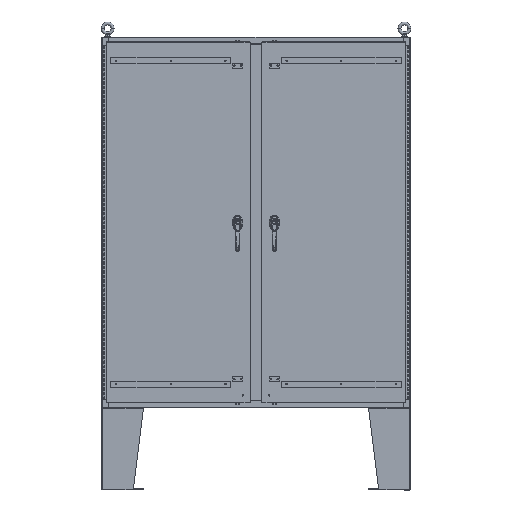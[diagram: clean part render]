
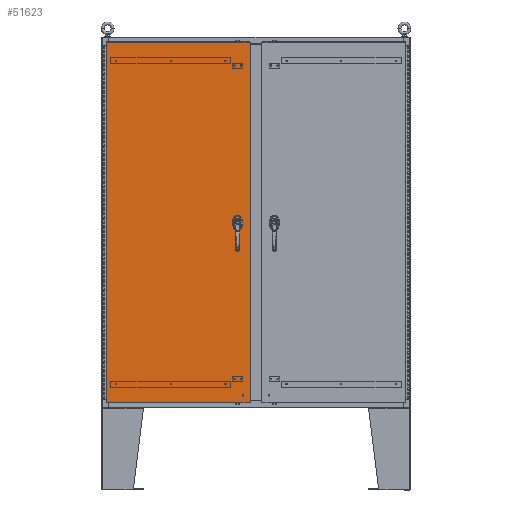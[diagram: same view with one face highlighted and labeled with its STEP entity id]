
A CAD part, top view. The second image highlights one B-rep face of the part: STEP entity #51623.
In plain terms, the highlighted planar face has unit normal (0, 0, 1).
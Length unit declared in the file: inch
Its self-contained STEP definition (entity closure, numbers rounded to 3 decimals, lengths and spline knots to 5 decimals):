
#202 = DIRECTION ( 'NONE',  ( 0., -1., 0. ) ) ;
#534 = CARTESIAN_POINT ( 'NONE',  ( 11.70573, -0.403, 0. ) ) ;
#1161 = CARTESIAN_POINT ( 'NONE',  ( 0., 0.403, 0. ) ) ;
#1953 = AXIS2_PLACEMENT_3D ( 'NONE', #115497, #41705, #127835 ) ;
#2088 = AXIS2_PLACEMENT_3D ( 'NONE', #68398, #154557, #80809 ) ;
#3350 = CARTESIAN_POINT ( 'NONE',  ( -13.9178, -35.0182, 0. ) ) ;
#3380 = CARTESIAN_POINT ( 'NONE',  ( 11.70573, 0.403, 0. ) ) ;
#3988 = DIRECTION ( 'NONE',  ( 0., 0., 1. ) ) ;
#4381 = EDGE_CURVE ( 'NONE', #62807, #51887, #30467, .T. ) ;
#4948 = EDGE_CURVE ( 'NONE', #141483, #150941, #111372, .T. ) ;
#6146 = VECTOR ( 'NONE', #75646, 39.37008 ) ;
#6899 = AXIS2_PLACEMENT_3D ( 'NONE', #129187, #55509, #141598 ) ;
#10727 = CARTESIAN_POINT ( 'NONE',  ( -13.9178, 35.0182, 0. ) ) ;
#12053 = PLANE ( 'NONE',  #22226 ) ;
#13550 = DIRECTION ( 'NONE',  ( -1., 0., 0. ) ) ;
#14010 = VERTEX_POINT ( 'NONE', #103620 ) ;
#16480 = CARTESIAN_POINT ( 'NONE',  ( 11.1025, 0.20023, 0. ) ) ;
#16776 = VECTOR ( 'NONE', #52111, 39.37008 ) ;
#17223 = DIRECTION ( 'NONE',  ( 0., 0., 1. ) ) ;
#19906 = VECTOR ( 'NONE', #38236, 39.37008 ) ;
#21154 = DIRECTION ( 'NONE',  ( -1., 0., 0. ) ) ;
#22226 = AXIS2_PLACEMENT_3D ( 'NONE', #122015, #98336, #24462 ) ;
#24462 = DIRECTION ( 'NONE',  ( -1., 0., 0. ) ) ;
#26462 = VERTEX_POINT ( 'NONE', #102736 ) ;
#26849 = CARTESIAN_POINT ( 'NONE',  ( 13.9178, -35.0182, 0. ) ) ;
#30036 = VERTEX_POINT ( 'NONE', #63942 ) ;
#30467 = CIRCLE ( 'NONE', #1953, 0.45 ) ;
#30897 = VECTOR ( 'NONE', #21154, 39.37008 ) ;
#31944 = VERTEX_POINT ( 'NONE', #16480 ) ;
#33234 = CIRCLE ( 'NONE', #125782, 0.1715 ) ;
#36061 = VECTOR ( 'NONE', #13550, 39.37008 ) ;
#38236 = DIRECTION ( 'NONE',  ( 0., -1., 0. ) ) ;
#41316 = FACE_BOUND ( 'NONE', #129289, .T. ) ;
#41705 = DIRECTION ( 'NONE',  ( 0., 0., 1. ) ) ;
#44578 = ORIENTED_EDGE ( 'NONE', *, *, #131611, .F. ) ;
#46416 = CARTESIAN_POINT ( 'NONE',  ( 11.9085, -0.20023, 0. ) ) ;
#47381 = CARTESIAN_POINT ( 'NONE',  ( 11.9085, 0.20023, 0. ) ) ;
#49125 = ORIENTED_EDGE ( 'NONE', *, *, #77496, .T. ) ;
#51623 = ADVANCED_FACE ( 'NONE', ( #106983, #135699, #41316 ), #12053, .F. ) ;
#51887 = VERTEX_POINT ( 'NONE', #3380 ) ;
#52111 = DIRECTION ( 'NONE',  ( 1., 0., 0. ) ) ;
#53707 = ORIENTED_EDGE ( 'NONE', *, *, #87820, .F. ) ;
#54717 = CARTESIAN_POINT ( 'NONE',  ( 13.9178, 35.0182, 0. ) ) ;
#55072 = DIRECTION ( 'NONE',  ( 0., 0., 1. ) ) ;
#55509 = DIRECTION ( 'NONE',  ( 0., 0., 1. ) ) ;
#56269 = VECTOR ( 'NONE', #137280, 39.37008 ) ;
#59818 = VECTOR ( 'NONE', #126221, 39.37008 ) ;
#62807 = VERTEX_POINT ( 'NONE', #47381 ) ;
#63623 = LINE ( 'NONE', #3350, #59818 ) ;
#63942 = CARTESIAN_POINT ( 'NONE',  ( 13.9178, -35.0182, 0. ) ) ;
#64427 = VERTEX_POINT ( 'NONE', #46416 ) ;
#64439 = CARTESIAN_POINT ( 'NONE',  ( 13.9178, 35.0182, 0. ) ) ;
#65114 = ORIENTED_EDGE ( 'NONE', *, *, #122653, .F. ) ;
#65440 = ORIENTED_EDGE ( 'NONE', *, *, #120344, .F. ) ;
#65949 = ORIENTED_EDGE ( 'NONE', *, *, #158738, .T. ) ;
#68398 = CARTESIAN_POINT ( 'NONE',  ( 11.5055, 0., 0. ) ) ;
#69082 = CIRCLE ( 'NONE', #2088, 0.45 ) ;
#70195 = VERTEX_POINT ( 'NONE', #138163 ) ;
#72953 = EDGE_CURVE ( 'NONE', #62807, #64427, #118294, .T. ) ;
#75646 = DIRECTION ( 'NONE',  ( 0., -1., 0. ) ) ;
#77496 = EDGE_CURVE ( 'NONE', #30036, #91337, #117885, .T. ) ;
#77869 = CARTESIAN_POINT ( 'NONE',  ( 11.5055, -1.338, 0. ) ) ;
#78305 = EDGE_LOOP ( 'NONE', ( #157277, #81637 ) ) ;
#80809 = DIRECTION ( 'NONE',  ( 1., 0., 0. ) ) ;
#81637 = ORIENTED_EDGE ( 'NONE', *, *, #97312, .F. ) ;
#81711 = ORIENTED_EDGE ( 'NONE', *, *, #72953, .T. ) ;
#81942 = EDGE_CURVE ( 'NONE', #31944, #146354, #100708, .T. ) ;
#82979 = LINE ( 'NONE', #147799, #108077 ) ;
#87820 = EDGE_CURVE ( 'NONE', #150941, #64427, #69082, .T. ) ;
#90237 = DIRECTION ( 'NONE',  ( 1., 0., 0. ) ) ;
#91085 = CARTESIAN_POINT ( 'NONE',  ( 11.5055, 0., 0. ) ) ;
#91337 = VERTEX_POINT ( 'NONE', #64439 ) ;
#92597 = LINE ( 'NONE', #54717, #30897 ) ;
#96413 = AXIS2_PLACEMENT_3D ( 'NONE', #128762, #55072, #141172 ) ;
#97312 = EDGE_CURVE ( 'NONE', #70195, #14010, #33234, .T. ) ;
#97747 = LINE ( 'NONE', #1161, #36061 ) ;
#98336 = DIRECTION ( 'NONE',  ( 0., 0., -1. ) ) ;
#99039 = EDGE_CURVE ( 'NONE', #91337, #132916, #92597, .T. ) ;
#100708 = LINE ( 'NONE', #149401, #6146 ) ;
#102128 = EDGE_LOOP ( 'NONE', ( #118333, #49125, #137043, #65949 ) ) ;
#102736 = CARTESIAN_POINT ( 'NONE',  ( 11.30527, 0.403, 0. ) ) ;
#102885 = VERTEX_POINT ( 'NONE', #147000 ) ;
#103565 = DIRECTION ( 'NONE',  ( 1., 0., 0. ) ) ;
#103620 = CARTESIAN_POINT ( 'NONE',  ( 11.677, -1.338, 0. ) ) ;
#106983 = FACE_BOUND ( 'NONE', #78305, .T. ) ;
#107376 = CIRCLE ( 'NONE', #135697, 0.45 ) ;
#107537 = EDGE_CURVE ( 'NONE', #102885, #30036, #63623, .T. ) ;
#108077 = VECTOR ( 'NONE', #202, 39.37008 ) ;
#110434 = ORIENTED_EDGE ( 'NONE', *, *, #4948, .F. ) ;
#111372 = LINE ( 'NONE', #138201, #16776 ) ;
#114095 = CARTESIAN_POINT ( 'NONE',  ( 11.1025, -0.20023, 0. ) ) ;
#115497 = CARTESIAN_POINT ( 'NONE',  ( 11.5055, 0., 0. ) ) ;
#117885 = LINE ( 'NONE', #26849, #56269 ) ;
#118147 = CIRCLE ( 'NONE', #6899, 0.1715 ) ;
#118294 = LINE ( 'NONE', #136239, #19906 ) ;
#118333 = ORIENTED_EDGE ( 'NONE', *, *, #107537, .T. ) ;
#120344 = EDGE_CURVE ( 'NONE', #146354, #141483, #126987, .T. ) ;
#122015 = CARTESIAN_POINT ( 'NONE',  ( 0., 0., 0. ) ) ;
#122653 = EDGE_CURVE ( 'NONE', #26462, #31944, #107376, .T. ) ;
#125782 = AXIS2_PLACEMENT_3D ( 'NONE', #77869, #3988, #90237 ) ;
#126221 = DIRECTION ( 'NONE',  ( 1., 0., 0. ) ) ;
#126987 = CIRCLE ( 'NONE', #96413, 0.45 ) ;
#127835 = DIRECTION ( 'NONE',  ( 1., 0., 0. ) ) ;
#128762 = CARTESIAN_POINT ( 'NONE',  ( 11.5055, 0., 0. ) ) ;
#129187 = CARTESIAN_POINT ( 'NONE',  ( 11.5055, -1.338, 0. ) ) ;
#129289 = EDGE_LOOP ( 'NONE', ( #81711, #53707, #110434, #65440, #153851, #65114, #44578, #147374 ) ) ;
#131611 = EDGE_CURVE ( 'NONE', #51887, #26462, #97747, .T. ) ;
#132916 = VERTEX_POINT ( 'NONE', #10727 ) ;
#133886 = CARTESIAN_POINT ( 'NONE',  ( 11.30527, -0.403, 0. ) ) ;
#135697 = AXIS2_PLACEMENT_3D ( 'NONE', #91085, #17223, #103565 ) ;
#135699 = FACE_OUTER_BOUND ( 'NONE', #102128, .T. ) ;
#136239 = CARTESIAN_POINT ( 'NONE',  ( 11.9085, 0., 0. ) ) ;
#137043 = ORIENTED_EDGE ( 'NONE', *, *, #99039, .T. ) ;
#137280 = DIRECTION ( 'NONE',  ( 0., 1., 0. ) ) ;
#138163 = CARTESIAN_POINT ( 'NONE',  ( 11.334, -1.338, 0. ) ) ;
#138201 = CARTESIAN_POINT ( 'NONE',  ( 0., -0.403, 0. ) ) ;
#141172 = DIRECTION ( 'NONE',  ( 1., 0., 0. ) ) ;
#141483 = VERTEX_POINT ( 'NONE', #133886 ) ;
#141598 = DIRECTION ( 'NONE',  ( 1., 0., 0. ) ) ;
#146354 = VERTEX_POINT ( 'NONE', #114095 ) ;
#147000 = CARTESIAN_POINT ( 'NONE',  ( -13.9178, -35.0182, 0. ) ) ;
#147374 = ORIENTED_EDGE ( 'NONE', *, *, #4381, .F. ) ;
#147799 = CARTESIAN_POINT ( 'NONE',  ( -13.9178, 35.0182, 0. ) ) ;
#149401 = CARTESIAN_POINT ( 'NONE',  ( 11.1025, 0., 0. ) ) ;
#150941 = VERTEX_POINT ( 'NONE', #534 ) ;
#153851 = ORIENTED_EDGE ( 'NONE', *, *, #81942, .F. ) ;
#154557 = DIRECTION ( 'NONE',  ( 0., 0., 1. ) ) ;
#155018 = EDGE_CURVE ( 'NONE', #14010, #70195, #118147, .T. ) ;
#157277 = ORIENTED_EDGE ( 'NONE', *, *, #155018, .F. ) ;
#158738 = EDGE_CURVE ( 'NONE', #132916, #102885, #82979, .T. ) ;
